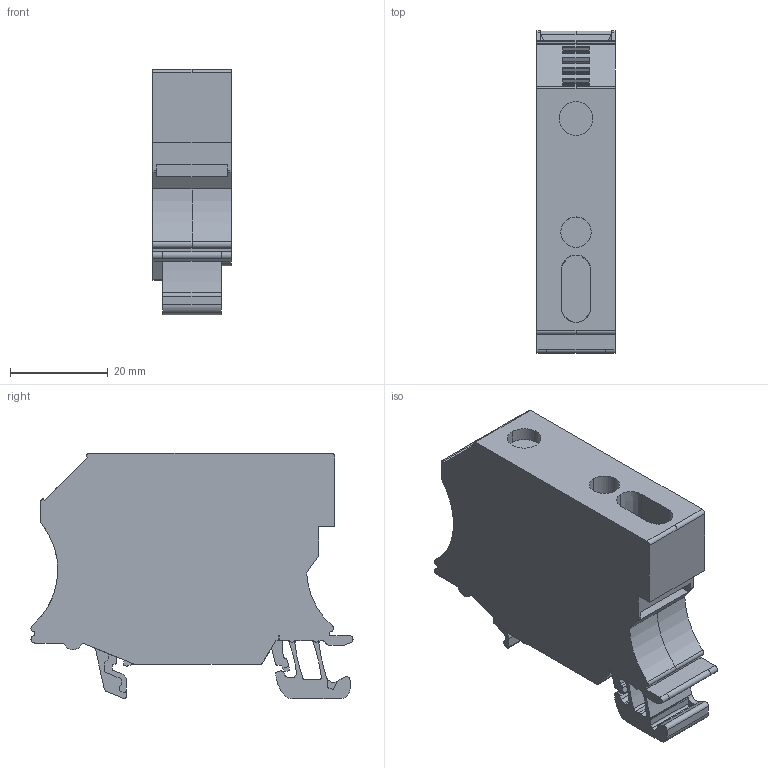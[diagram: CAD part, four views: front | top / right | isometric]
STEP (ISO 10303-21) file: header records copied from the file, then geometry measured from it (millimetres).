
FILE_DESCRIPTION(('CATIA V5R20 STEP214'),'2;1');
FILE_NAME ('411080_1', '2015-01-05T11:56:17+00:00', ('Weidmueller Interface'), ('Weidmueller'), 'CATIA Version 5 Release 20 SP 5 (IN-10)', 'CATIA V5 STEP AP214', 'none');
FILE_SCHEMA(('AUTOMOTIVE_DESIGN { 1 0 10303 214 1 1 1 1 }'));
Length unit declared in the file: millimetre
Products named in the file (1): WNT35
Bounding box: 16 x 65.96 x 50.25 mm (x, y, z)
Volume: 34827.4 mm3; surface area: 10969.5 mm2
Topology: 1 solids, 1 shells, 298 faces, 864 edges, 573 vertices
Faces by surface type: plane 177, cylinder 109, extrusion 12
Entity records: 9598 total; most frequent: CARTESIAN_POINT 1833, ORIENTED_EDGE 1728, DIRECTION 1387, EDGE_CURVE 864, VECTOR 646, LINE 634, VERTEX_POINT 573, AXIS2_PLACEMENT_3D 476
